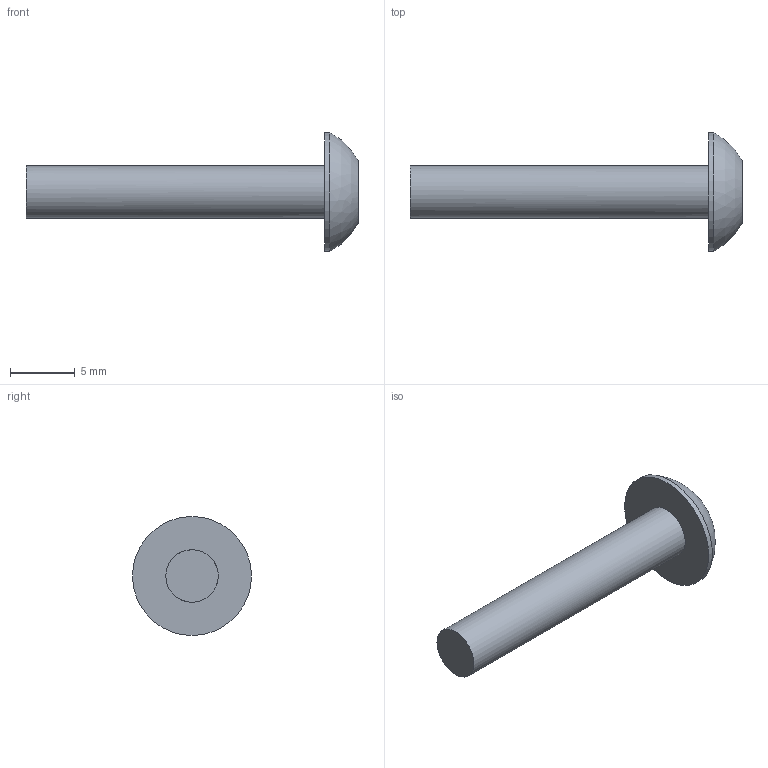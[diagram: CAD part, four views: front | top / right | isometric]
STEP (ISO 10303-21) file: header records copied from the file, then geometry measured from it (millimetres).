
FILE_DESCRIPTION(/* description */ ('STEP AP214'),/* implementation_level */ '2;1');
FILE_NAME(/* name */ '62526874ecdeb77adb8bc920',/* time_stamp */ '2022-04-10T05:17:40+00:00',/* author */ (''),/* organization */ (''),/* preprocessor_version */ 'ST-DEVELOPER v18.101',/* originating_system */ ' ',/* authorisation */ ' ');
FILE_SCHEMA (('AUTOMOTIVE_DESIGN {1 0 10303 214 3 1 1}'));
Length unit declared in the file: metre
Products named in the file (1): Screw, #10 3/4-in
Bounding box: 25.58 x 9.17 x 9.17 mm (x, y, z)
Volume: 404 mm3; surface area: 475.9 mm2
Topology: 1 solids, 1 shells, 13 faces, 28 edges, 19 vertices
Faces by surface type: plane 10, cylinder 2, sphere 1
Full cylindrical faces by diameter (mm): 4.039 x1, 9.169 x1
Entity records: 352 total; most frequent: DIRECTION 56, CARTESIAN_POINT 54, ORIENTED_EDGE 46, EDGE_CURVE 23, AXIS2_PLACEMENT_3D 19, LINE 18, VECTOR 18, EDGE_LOOP 18
